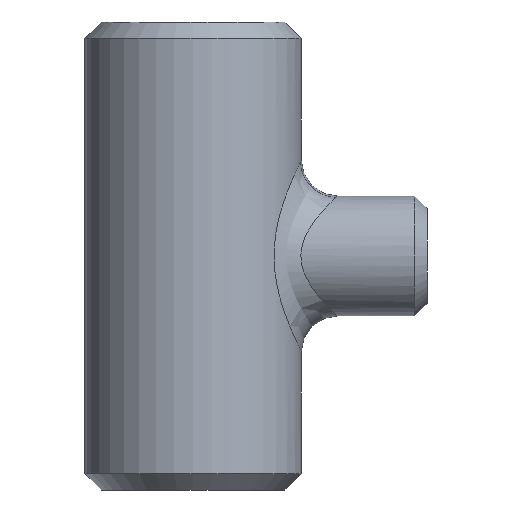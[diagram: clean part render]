
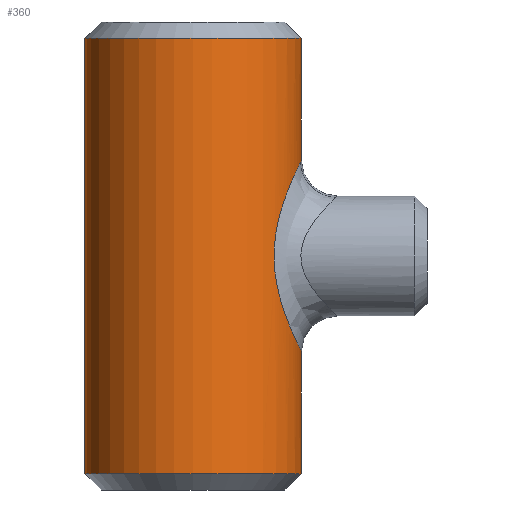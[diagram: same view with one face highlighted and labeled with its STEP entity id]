
A CAD part, front view. The second image highlights one B-rep face of the part: STEP entity #360.
In plain terms, the highlighted cylindrical face has radius 24.15 mm (diameter 48.3 mm), a partial arc.
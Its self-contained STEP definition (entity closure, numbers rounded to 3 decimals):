
#1 = LINE ( 'NONE', #308, #664 ) ;
#3 = LINE ( 'NONE', #1185, #1752 ) ;
#9 = CARTESIAN_POINT ( 'NONE',  ( 21.049, -11.846, 14.406 ) ) ;
#19 = CARTESIAN_POINT ( 'NONE',  ( 23.059, -7.197, -19.093 ) ) ;
#74 = CARTESIAN_POINT ( 'NONE',  ( 23.918, -3.338, 20.883 ) ) ;
#108 = ORIENTED_EDGE ( 'NONE', *, *, #745, .T. ) ;
#114 = EDGE_CURVE ( 'NONE', #1120, #693, #1586, .T. ) ;
#131 = VERTEX_POINT ( 'NONE', #1590 ) ;
#149 = CARTESIAN_POINT ( 'NONE',  ( 20.866, -12.163, 13.929 ) ) ;
#159 = CARTESIAN_POINT ( 'NONE',  ( 23.108, -7.036, 19.199 ) ) ;
#162 = DIRECTION ( 'NONE',  ( 0., 0., -1. ) ) ;
#169 = CARTESIAN_POINT ( 'NONE',  ( 19.463, -14.299, -9.686 ) ) ;
#177 = ORIENTED_EDGE ( 'NONE', *, *, #871, .F. ) ;
#181 = CARTESIAN_POINT ( 'NONE',  ( 22.411, -9.008, -17.676 ) ) ;
#236 = CARTESIAN_POINT ( 'NONE',  ( 24.15, 0., 21.35 ) ) ;
#293 = CARTESIAN_POINT ( 'NONE',  ( 19.314, -14.5, -9.141 ) ) ;
#306 = CARTESIAN_POINT ( 'NONE',  ( 20.335, -13.031, 12.46 ) ) ;
#308 = CARTESIAN_POINT ( 'NONE',  ( 24.15, 0., 52.2 ) ) ;
#314 = CARTESIAN_POINT ( 'NONE',  ( 22.635, -8.434, 18.173 ) ) ;
#323 = CARTESIAN_POINT ( 'NONE',  ( 23.526, -5.549, 20.083 ) ) ;
#334 = CARTESIAN_POINT ( 'NONE',  ( 20.444, -12.87, -12.798 ) ) ;
#360 = ADVANCED_FACE ( 'NONE', ( #1023 ), #856, .T. ) ;
#392 = CARTESIAN_POINT ( 'NONE',  ( -24.15, 0., 52.2 ) ) ;
#407 = CARTESIAN_POINT ( 'NONE',  ( 0., 0., 52.2 ) ) ;
#436 = CARTESIAN_POINT ( 'NONE',  ( 21.528, -10.951, -15.612 ) ) ;
#440 = DIRECTION ( 'NONE',  ( 0., 0., -1. ) ) ;
#448 = CARTESIAN_POINT ( 'NONE',  ( 18.658, -15.335, -6.361 ) ) ;
#459 = CARTESIAN_POINT ( 'NONE',  ( 18.33, -15.724, 4.245 ) ) ;
#468 = CARTESIAN_POINT ( 'NONE',  ( 18.951, -14.97, 7.681 ) ) ;
#479 = CARTESIAN_POINT ( 'NONE',  ( 24.128, -1.187, -21.306 ) ) ;
#507 = VERTEX_POINT ( 'NONE', #735 ) ;
#527 = VERTEX_POINT ( 'NONE', #753 ) ;
#538 = AXIS2_PLACEMENT_3D ( 'NONE', #862, #546, #1480 ) ;
#546 = DIRECTION ( 'NONE',  ( 0., 0., 1. ) ) ;
#582 = CARTESIAN_POINT ( 'NONE',  ( 23.486, -5.718, -19.999 ) ) ;
#599 = CARTESIAN_POINT ( 'NONE',  ( 23.723, -4.666, -20.485 ) ) ;
#610 = CARTESIAN_POINT ( 'NONE',  ( 18.71, -15.271, 6.551 ) ) ;
#618 = CARTESIAN_POINT ( 'NONE',  ( 18.042, -16.054, 0.692 ) ) ;
#664 = VECTOR ( 'NONE', #440, 1000. ) ;
#674 = CARTESIAN_POINT ( 'NONE',  ( 24.052, -2.245, 21.153 ) ) ;
#693 = VERTEX_POINT ( 'NONE', #1460 ) ;
#702 = CARTESIAN_POINT ( 'NONE',  ( -24.15, 0., 48.54 ) ) ;
#714 = CARTESIAN_POINT ( 'NONE',  ( 24.15, 0., 21.35 ) ) ;
#735 = CARTESIAN_POINT ( 'NONE',  ( -24.15, 0., -48.54 ) ) ;
#737 = CARTESIAN_POINT ( 'NONE',  ( 23.975, -2.96, -20.998 ) ) ;
#744 = CARTESIAN_POINT ( 'NONE',  ( 18.602, -15.402, 5.98 ) ) ;
#745 = EDGE_CURVE ( 'NONE', #507, #527, #1656, .T. ) ;
#753 = CARTESIAN_POINT ( 'NONE',  ( 24.15, 0., -48.54 ) ) ;
#768 = CARTESIAN_POINT ( 'NONE',  ( 18.178, -15.899, -2.861 ) ) ;
#856 = CYLINDRICAL_SURFACE ( 'NONE', #1019, 24.15 ) ;
#862 = CARTESIAN_POINT ( 'NONE',  ( 0., 0., -48.54 ) ) ;
#871 = EDGE_CURVE ( 'NONE', #1120, #527, #3, .T. ) ;
#882 = AXIS2_PLACEMENT_3D ( 'NONE', #1039, #1057, #1632 ) ;
#892 = CARTESIAN_POINT ( 'NONE',  ( 24.15, -0.595, -21.35 ) ) ;
#910 = CARTESIAN_POINT ( 'NONE',  ( 22.58, -8.58, -18.052 ) ) ;
#922 = CARTESIAN_POINT ( 'NONE',  ( 23.758, -4.489, 20.556 ) ) ;
#931 = CARTESIAN_POINT ( 'NONE',  ( 19.939, -13.628, -11.27 ) ) ;
#956 = VECTOR ( 'NONE', #1008, 1000. ) ;
#998 = ORIENTED_EDGE ( 'NONE', *, *, #114, .T. ) ;
#1000 = B_SPLINE_CURVE_WITH_KNOTS ( 'NONE', 3,
 ( #74, #1119, #674, #1158, #1592, #236 ),
 .UNSPECIFIED., .F., .F.,
 ( 4, 2, 4 ),
 ( 0.119, 0.121, 0.122 ),
 .UNSPECIFIED. ) ;
#1008 = DIRECTION ( 'NONE',  ( 0., 0., -1. ) ) ;
#1019 = AXIS2_PLACEMENT_3D ( 'NONE', #407, #1916, #1924 ) ;
#1023 = FACE_OUTER_BOUND ( 'NONE', #1507, .T. ) ;
#1039 = CARTESIAN_POINT ( 'NONE',  ( 0., 0., 48.54 ) ) ;
#1046 = CARTESIAN_POINT ( 'NONE',  ( 19.776, -13.864, -10.75 ) ) ;
#1055 = CARTESIAN_POINT ( 'NONE',  ( 21.888, -10.213, -16.474 ) ) ;
#1057 = DIRECTION ( 'NONE',  ( 0., 0., -1. ) ) ;
#1066 = CARTESIAN_POINT ( 'NONE',  ( 21.952, -10.106, 16.633 ) ) ;
#1075 = CARTESIAN_POINT ( 'NONE',  ( 19.084, -14.801, 8.241 ) ) ;
#1077 = ORIENTED_EDGE ( 'NONE', *, *, #1201, .F. ) ;
#1085 = CARTESIAN_POINT ( 'NONE',  ( 24.15, 0., -21.35 ) ) ;
#1086 = EDGE_CURVE ( 'NONE', #693, #1746, #1000, .T. ) ;
#1090 = ORIENTED_EDGE ( 'NONE', *, *, #1107, .T. ) ;
#1107 = EDGE_CURVE ( 'NONE', #1359, #507, #1753, .T. ) ;
#1119 = CARTESIAN_POINT ( 'NONE',  ( 23.994, -2.795, 21.036 ) ) ;
#1120 = VERTEX_POINT ( 'NONE', #1260 ) ;
#1158 = CARTESIAN_POINT ( 'NONE',  ( 24.13, -1.133, 21.31 ) ) ;
#1185 = CARTESIAN_POINT ( 'NONE',  ( 24.15, 0., 52.2 ) ) ;
#1200 = CARTESIAN_POINT ( 'NONE',  ( 19.826, -13.803, 10.94 ) ) ;
#1201 = EDGE_CURVE ( 'NONE', #131, #1746, #1, .T. ) ;
#1213 = CARTESIAN_POINT ( 'NONE',  ( 18.146, -15.936, 2.474 ) ) ;
#1260 = CARTESIAN_POINT ( 'NONE',  ( 24.15, 0., -21.35 ) ) ;
#1328 = EDGE_CURVE ( 'NONE', #131, #1359, #1812, .T. ) ;
#1355 = CARTESIAN_POINT ( 'NONE',  ( 18.412, -15.628, 4.827 ) ) ;
#1359 = VERTEX_POINT ( 'NONE', #702 ) ;
#1365 = CARTESIAN_POINT ( 'NONE',  ( 18.304, -15.754, -4.043 ) ) ;
#1388 = CARTESIAN_POINT ( 'NONE',  ( 18.038, -16.058, -0.494 ) ) ;
#1400 = CARTESIAN_POINT ( 'NONE',  ( 24.041, -2.369, -21.131 ) ) ;
#1430 = ORIENTED_EDGE ( 'NONE', *, *, #1086, .T. ) ;
#1460 = CARTESIAN_POINT ( 'NONE',  ( 23.918, -3.338, 20.883 ) ) ;
#1480 = DIRECTION ( 'NONE',  ( 1., 0., 0. ) ) ;
#1495 = ORIENTED_EDGE ( 'NONE', *, *, #1328, .T. ) ;
#1504 = CARTESIAN_POINT ( 'NONE',  ( 19.508, -14.243, 9.886 ) ) ;
#1507 = EDGE_LOOP ( 'NONE', ( #1077, #1495, #1090, #108, #177, #998, #1430 ) ) ;
#1514 = CARTESIAN_POINT ( 'NONE',  ( 20.51, -12.755, 12.957 ) ) ;
#1524 = CARTESIAN_POINT ( 'NONE',  ( 22.956, -7.515, 18.874 ) ) ;
#1533 = CARTESIAN_POINT ( 'NONE',  ( 22.066, -9.825, -16.888 ) ) ;
#1542 = CARTESIAN_POINT ( 'NONE',  ( 18.383, -15.662, -4.628 ) ) ;
#1586 = B_SPLINE_CURVE_WITH_KNOTS ( 'NONE', 3,
 ( #1085, #892, #479, #1400, #737, #599, #582, #19, #1691, #910, #181, #1533, #1055, #436, #1650, #1660, #334, #931, #1046, #169, #293, #1821, #448, #1542, #1365, #768, #1956, #1388, #618, #1213, #1830, #459, #1355, #744, #610, #468, #1075, #1504, #1200, #306, #1514, #149, #9, #1679, #1066, #1670, #314, #1524, #159, #323, #922, #1841 ),
 .UNSPECIFIED., .F., .F.,
 ( 4, 2, 2, 2, 2, 2, 2, 2, 2, 2, 2, 2, 2, 2, 2, 2, 2, 2, 2, 2, 2, 2, 2, 2, 2, 4 ),
 ( 0.061, 0.063, 0.065, 0.068, 0.07, 0.072, 0.074, 0.076, 0.079, 0.081, 0.083, 0.086, 0.088, 0.09, 0.094, 0.095, 0.097, 0.099, 0.101, 0.105, 0.106, 0.108, 0.112, 0.114, 0.115, 0.119 ),
 .UNSPECIFIED. ) ;
#1590 = CARTESIAN_POINT ( 'NONE',  ( 24.15, 0., 48.54 ) ) ;
#1592 = CARTESIAN_POINT ( 'NONE',  ( 24.15, -0.57, 21.35 ) ) ;
#1632 = DIRECTION ( 'NONE',  ( 1., 0., 0. ) ) ;
#1650 = CARTESIAN_POINT ( 'NONE',  ( 21.345, -11.302, -15.16 ) ) ;
#1656 = CIRCLE ( 'NONE', #538, 24.15 ) ;
#1660 = CARTESIAN_POINT ( 'NONE',  ( 20.801, -12.293, -13.771 ) ) ;
#1670 = CARTESIAN_POINT ( 'NONE',  ( 22.467, -8.868, 17.802 ) ) ;
#1679 = CARTESIAN_POINT ( 'NONE',  ( 21.592, -10.844, 15.781 ) ) ;
#1691 = CARTESIAN_POINT ( 'NONE',  ( 22.903, -7.675, -18.76 ) ) ;
#1746 = VERTEX_POINT ( 'NONE', #714 ) ;
#1752 = VECTOR ( 'NONE', #162, 1000. ) ;
#1753 = LINE ( 'NONE', #392, #956 ) ;
#1812 = CIRCLE ( 'NONE', #882, 24.15 ) ;
#1821 = CARTESIAN_POINT ( 'NONE',  ( 18.896, -15.046, -7.488 ) ) ;
#1830 = CARTESIAN_POINT ( 'NONE',  ( 18.198, -15.877, 3.069 ) ) ;
#1841 = CARTESIAN_POINT ( 'NONE',  ( 23.918, -3.338, 20.883 ) ) ;
#1916 = DIRECTION ( 'NONE',  ( 0., 0., -1. ) ) ;
#1924 = DIRECTION ( 'NONE',  ( -1., 0., 0. ) ) ;
#1956 = CARTESIAN_POINT ( 'NONE',  ( 18.131, -15.953, -2.27 ) ) ;
